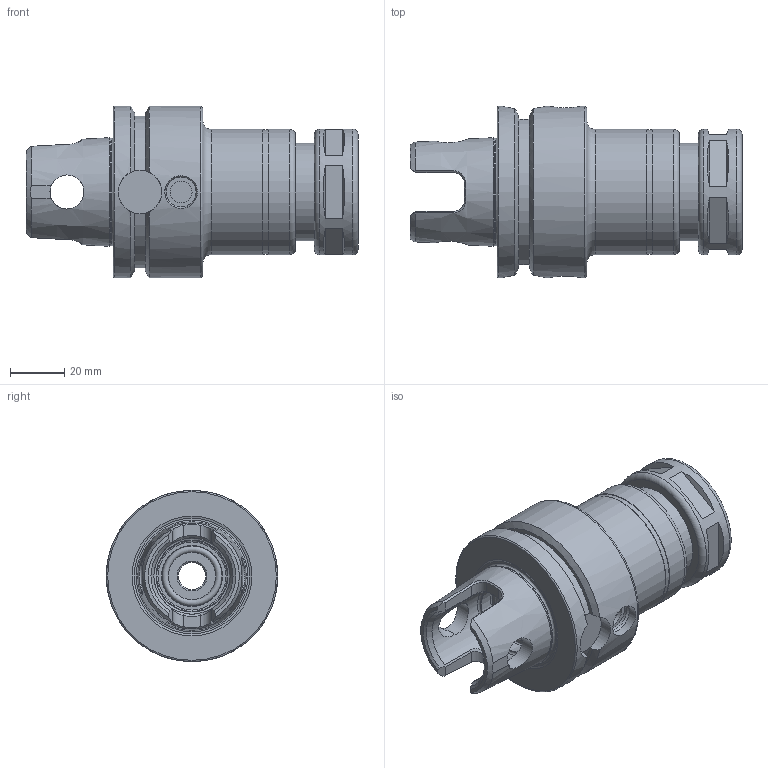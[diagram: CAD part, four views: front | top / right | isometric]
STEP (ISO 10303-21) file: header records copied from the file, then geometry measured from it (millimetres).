
FILE_DESCRIPTION((''),'2;1');
FILE_NAME('126011222090-3D.stp','2020-07-23T13:34:24',('nttooll'),(''),'Autodesk Inventor 2012','Autodesk Inventor 2012','');
FILE_SCHEMA(('AUTOMOTIVE_DESIGN { 1 0 10303 214 1 1 1 1 }'));
Length unit declared in the file: millimetre
Products named in the file (1): 126011222090-3D
Bounding box: 122 x 63 x 63 mm (x, y, z)
Volume: 160649.2 mm3; surface area: 36405.8 mm2
Topology: 1 solids, 1 shells, 160 faces, 360 edges, 225 vertices
Faces by surface type: plane 62, cylinder 39, cone 25, bspline 20, torus 14
Full cylindrical faces by diameter (mm): 8 x2, 10 x2, 11 x2, 12 x2, 12.5 x2, 16 x2, 16.4 x2, 17.4 x1, 22.5 x1, 24 x1, 26 x1, 28 x2, 30.4 x1, 32.5 x1, 36 x2, 39.4 x1, 45.6 x1, 46 x2, 46.3 x1, 63 x2
Entity records: 4748 total; most frequent: CARTESIAN_POINT 1687, ORIENTED_EDGE 568, DIRECTION 562, EDGE_CURVE 284, AXIS2_PLACEMENT_3D 257, EDGE_LOOP 252, VERTEX_POINT 212, FACE_OUTER_BOUND 160
